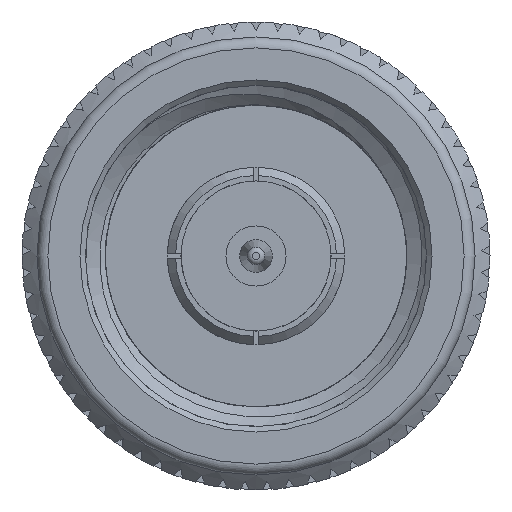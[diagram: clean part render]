
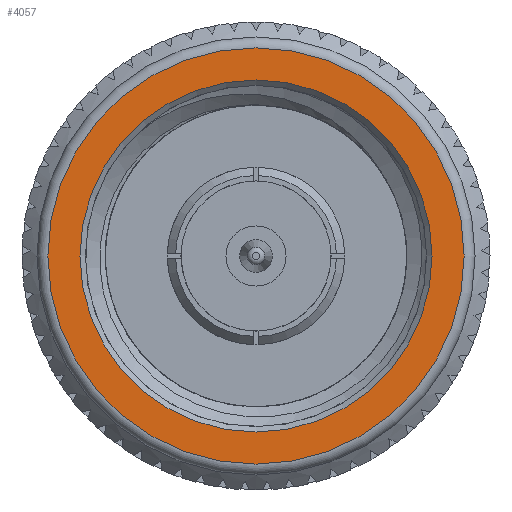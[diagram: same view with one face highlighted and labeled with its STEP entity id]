
A CAD part, left-side view. The second image highlights one B-rep face of the part: STEP entity #4057.
In plain terms, the highlighted planar face has unit normal (-1, 0, 0).
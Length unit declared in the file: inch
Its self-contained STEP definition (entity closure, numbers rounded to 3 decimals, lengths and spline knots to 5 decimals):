
#309 = ORIENTED_EDGE ( 'NONE', *, *, #1819, .T. ) ;
#430 = VERTEX_POINT ( 'NONE', #6091 ) ;
#669 = EDGE_LOOP ( 'NONE', ( #309 ) ) ;
#1642 = CIRCLE ( 'NONE', #3210, 0.38127 ) ;
#1819 = EDGE_CURVE ( 'NONE', #430, #430, #13337, .T. ) ;
#2218 = EDGE_LOOP ( 'NONE', ( #11178 ) ) ;
#2613 = DIRECTION ( 'NONE',  ( 0., 0., 1. ) ) ;
#3098 = PLANE ( 'NONE',  #6748 ) ;
#3210 = AXIS2_PLACEMENT_3D ( 'NONE', #6812, #10053, #2613 ) ;
#4057 = ADVANCED_FACE ( 'NONE', ( #7818, #6999 ), #3098, .T. ) ;
#5141 = DIRECTION ( 'NONE',  ( 1., 0., 0. ) ) ;
#6088 = DIRECTION ( 'NONE',  ( 0., -1., 0. ) ) ;
#6091 = CARTESIAN_POINT ( 'NONE',  ( 0., -0.3225, 0. ) ) ;
#6224 = CARTESIAN_POINT ( 'NONE',  ( 0., 0., 0.38127 ) ) ;
#6360 = CARTESIAN_POINT ( 'NONE',  ( 0., 0.38809, 0. ) ) ;
#6364 = EDGE_CURVE ( 'NONE', #8914, #8914, #1642, .T. ) ;
#6748 = AXIS2_PLACEMENT_3D ( 'NONE', #6360, #9360, #7172 ) ;
#6812 = CARTESIAN_POINT ( 'NONE',  ( 0., 0., 0. ) ) ;
#6999 = FACE_BOUND ( 'NONE', #669, .T. ) ;
#7172 = DIRECTION ( 'NONE',  ( 0., -1., 0. ) ) ;
#7818 = FACE_OUTER_BOUND ( 'NONE', #2218, .T. ) ;
#8914 = VERTEX_POINT ( 'NONE', #6224 ) ;
#9295 = AXIS2_PLACEMENT_3D ( 'NONE', #12419, #5141, #6088 ) ;
#9360 = DIRECTION ( 'NONE',  ( -1., 0., 0. ) ) ;
#10053 = DIRECTION ( 'NONE',  ( -1., 0., 0. ) ) ;
#11178 = ORIENTED_EDGE ( 'NONE', *, *, #6364, .T. ) ;
#12419 = CARTESIAN_POINT ( 'NONE',  ( 0., 0., 0. ) ) ;
#13337 = CIRCLE ( 'NONE', #9295, 0.3225 ) ;
